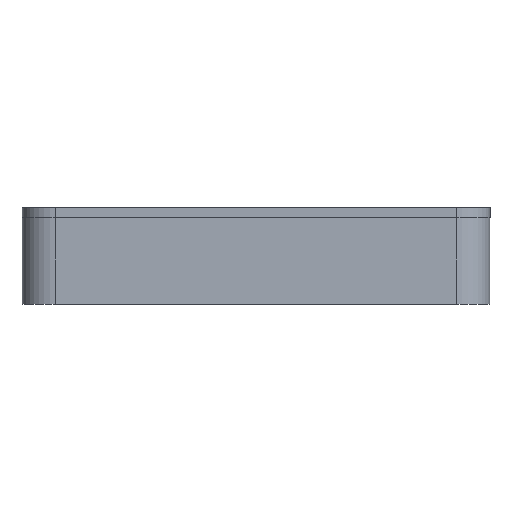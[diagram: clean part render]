
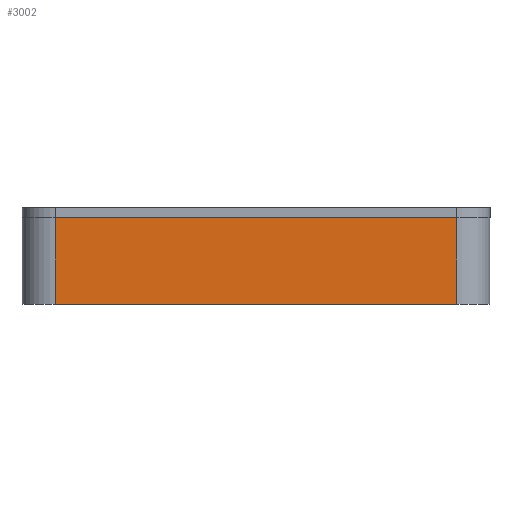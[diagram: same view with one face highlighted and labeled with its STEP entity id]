
A CAD part, left-side view. The second image highlights one B-rep face of the part: STEP entity #3002.
In plain terms, the highlighted planar face has unit normal (-1, 0, 0).
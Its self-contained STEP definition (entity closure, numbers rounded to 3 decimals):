
#572=FACE_OUTER_BOUND('',#830,.T.);
#830=EDGE_LOOP('',(#2757,#2758,#2759,#2760));
#1053=LINE('',#4994,#1285);
#1054=LINE('',#4998,#1286);
#1058=LINE('',#5021,#1290);
#1075=LINE('',#5067,#1307);
#1285=VECTOR('',#4137,10.);
#1286=VECTOR('',#4142,10.);
#1290=VECTOR('',#4164,10.);
#1307=VECTOR('',#4217,10.);
#1553=VERTEX_POINT('',#4991);
#1554=VERTEX_POINT('',#4993);
#1555=VERTEX_POINT('',#4997);
#1564=VERTEX_POINT('',#5017);
#1942=EDGE_CURVE('',#1553,#1554,#1053,.T.);
#1944=EDGE_CURVE('',#1554,#1555,#1054,.T.);
#1956=EDGE_CURVE('',#1555,#1564,#1058,.T.);
#1979=EDGE_CURVE('',#1564,#1553,#1075,.T.);
#2757=ORIENTED_EDGE('',*,*,#1942,.F.);
#2758=ORIENTED_EDGE('',*,*,#1979,.F.);
#2759=ORIENTED_EDGE('',*,*,#1956,.F.);
#2760=ORIENTED_EDGE('',*,*,#1944,.F.);
#2860=PLANE('',#3348);
#3002=ADVANCED_FACE('',(#572),#2860,.T.);
#3348=AXIS2_PLACEMENT_3D('',#5066,#4215,#4216);
#4137=DIRECTION('',(0.,0.,-1.));
#4142=DIRECTION('',(0.,1.,0.));
#4164=DIRECTION('',(0.,0.,1.));
#4215=DIRECTION('center_axis',(-1.,0.,0.));
#4216=DIRECTION('ref_axis',(0.,-1.,0.));
#4217=DIRECTION('',(0.,-1.,0.));
#4991=CARTESIAN_POINT('',(-33.595,-32.345,13.));
#4993=CARTESIAN_POINT('',(-33.595,-32.345,0.));
#4994=CARTESIAN_POINT('',(-33.595,-32.345,0.));
#4997=CARTESIAN_POINT('',(-33.595,27.661,0.));
#4998=CARTESIAN_POINT('',(-33.595,-37.345,0.));
#5017=CARTESIAN_POINT('',(-33.595,27.661,13.));
#5021=CARTESIAN_POINT('',(-33.595,27.661,0.));
#5066=CARTESIAN_POINT('Origin',(-33.595,32.661,0.));
#5067=CARTESIAN_POINT('',(-33.595,-37.345,13.));
